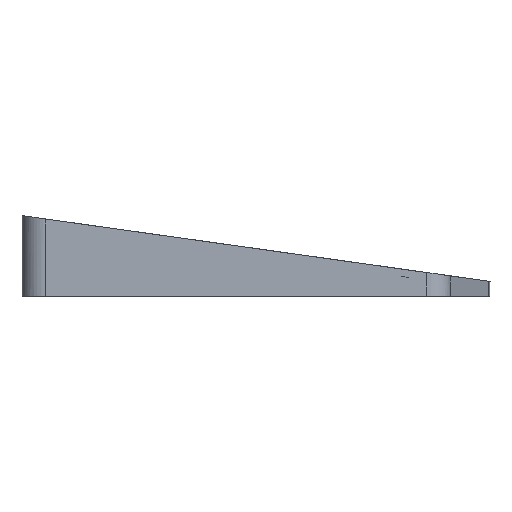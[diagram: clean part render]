
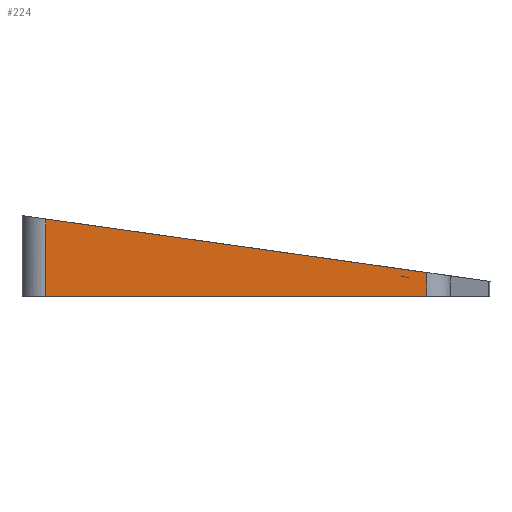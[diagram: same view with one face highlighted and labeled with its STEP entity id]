
A CAD part, left-side view. The second image highlights one B-rep face of the part: STEP entity #224.
In plain terms, the highlighted planar face has unit normal (-1, 0, 0).
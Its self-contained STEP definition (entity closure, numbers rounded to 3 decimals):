
#224=ADVANCED_FACE('',(#772),#774,.T.);
#772=FACE_BOUND('',#773,.T.);
#773=EDGE_LOOP('',(#1206,#1207,#1208,#1209));
#774=PLANE('',#775);
#775=AXIS2_PLACEMENT_3D('',#776,#777,#778);
#776=CARTESIAN_POINT('',(-124.761,84.853,0.));
#777=DIRECTION('',(-1.,0.,0.));
#778=DIRECTION('',(0.,-1.,0.));
#1206=ORIENTED_EDGE('',*,*,#1398,.T.);
#1207=ORIENTED_EDGE('',*,*,#1463,.F.);
#1208=ORIENTED_EDGE('',*,*,#1464,.T.);
#1209=ORIENTED_EDGE('',*,*,#1465,.T.);
#1398=EDGE_CURVE('',#1556,#1554,#1557,.F.);
#1463=EDGE_CURVE('',#1671,#1554,#1673,.T.);
#1464=EDGE_CURVE('',#1671,#1674,#1675,.T.);
#1465=EDGE_CURVE('',#1674,#1556,#1676,.T.);
#1554=VERTEX_POINT('',#1830);
#1556=VERTEX_POINT('',#1835);
#1557=LINE('',#1836,#1837);
#1671=VERTEX_POINT('',#2095);
#1673=LINE('',#2100,#2101);
#1674=VERTEX_POINT('',#2103);
#1675=LINE('',#2104,#2105);
#1676=LINE('',#2107,#2108);
#1830=CARTESIAN_POINT('',(-124.761,84.853,15.593));
#1835=CARTESIAN_POINT('',(-124.761,8.,4.792));
#1836=CARTESIAN_POINT('',(-124.761,84.853,15.593));
#1837=VECTOR('',#1838,1.);
#1838=DIRECTION('',(0.,-0.99,-0.139));
#2095=CARTESIAN_POINT('',(-124.761,84.853,0.));
#2100=CARTESIAN_POINT('',(-124.761,84.853,0.));
#2101=VECTOR('',#2102,1.);
#2102=DIRECTION('',(0.,0.,1.));
#2103=CARTESIAN_POINT('',(-124.761,8.,0.));
#2104=CARTESIAN_POINT('',(-124.761,84.853,0.));
#2105=VECTOR('',#2106,1.);
#2106=DIRECTION('',(0.,-1.,0.));
#2107=CARTESIAN_POINT('',(-124.761,8.,0.));
#2108=VECTOR('',#2109,1.);
#2109=DIRECTION('',(0.,0.,1.));
